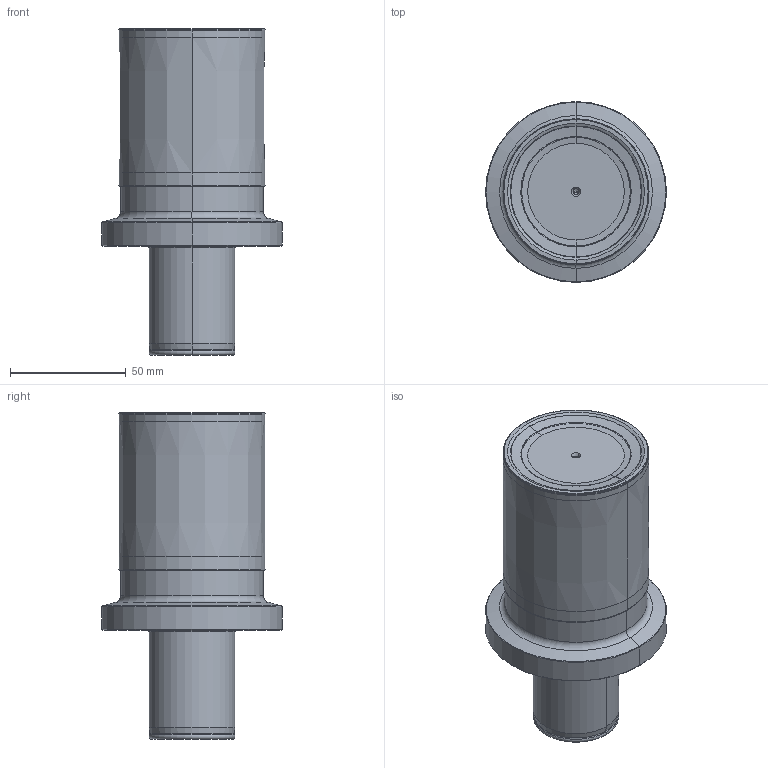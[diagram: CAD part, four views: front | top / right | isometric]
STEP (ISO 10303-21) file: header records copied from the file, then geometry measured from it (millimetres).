
FILE_DESCRIPTION((''),'2;1');
FILE_NAME('22J3C063068Z5R00__ASM','2010-01-21T',('arcalean_pc'),(''),'PRO/ENGINEER BY PARAMETRIC TECHNOLOGY CORPORATION, 2009380','PRO/ENGINEER BY PARAMETRIC TECHNOLOGY CORPORATION, 2009380','');
FILE_SCHEMA(('CONFIG_CONTROL_DESIGN'));
Length unit declared in the file: millimetre
Products named in the file (3): 22J3C063068Z5R00_HSG; SCHNEIDE; 22J3C063068Z5R00__ASM
Assembly tree (2 placements, depth 2):
  22J3C063068Z5R00__ASM
    22J3C063068Z5R00_HSG
    SCHNEIDE
Bounding box: 78 x 78 x 141 mm (x, y, z)
Volume: 346302.9 mm3; surface area: 59240.3 mm2
Topology: 1 solids, 2 shells, 84 faces, 173 edges, 88 vertices
Faces by surface type: revolution 42, cone 16, torus 12, cylinder 10, plane 4
Entity records: 4767 total; most frequent: CARTESIAN_POINT 2969, DIRECTION 354, ORIENTED_EDGE 332, EDGE_CURVE 166, AXIS2_PLACEMENT_3D 143, CIRCLE 96, VERTEX_POINT 88, EDGE_LOOP 88
